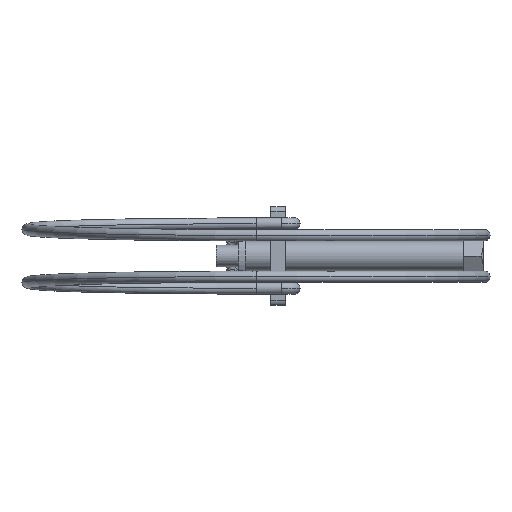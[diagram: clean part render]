
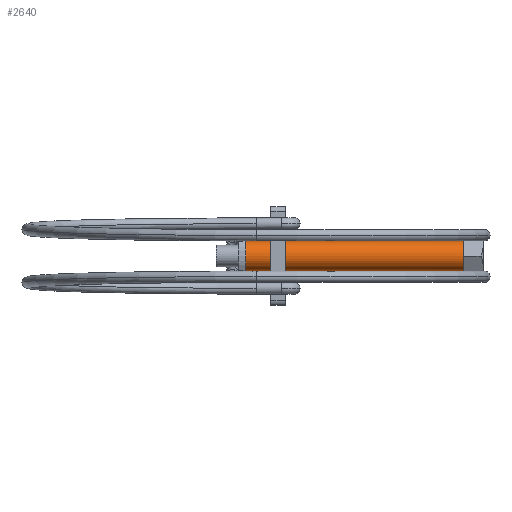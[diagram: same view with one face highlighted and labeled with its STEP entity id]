
A CAD part, front view. The second image highlights one B-rep face of the part: STEP entity #2640.
In plain terms, the highlighted cylindrical face has radius 3 mm (diameter 6 mm), a partial arc.
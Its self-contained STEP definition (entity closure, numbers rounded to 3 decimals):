
#121 = VERTEX_POINT ( 'NONE', #1659 ) ;
#151 = ORIENTED_EDGE ( 'NONE', *, *, #2327, .T. ) ;
#274 = ORIENTED_EDGE ( 'NONE', *, *, #2063, .T. ) ;
#339 = DIRECTION ( 'NONE',  ( 1., 0., 0. ) ) ;
#411 = CIRCLE ( 'NONE', #1422, 3. ) ;
#524 = EDGE_CURVE ( 'NONE', #2834, #121, #1170, .T. ) ;
#526 = FACE_OUTER_BOUND ( 'NONE', #680, .T. ) ;
#680 = EDGE_LOOP ( 'NONE', ( #3093, #274, #151, #2530 ) ) ;
#759 = CARTESIAN_POINT ( 'NONE',  ( -44., 0., 0. ) ) ;
#823 = CARTESIAN_POINT ( 'NONE',  ( -44., 0., 3. ) ) ;
#873 = VERTEX_POINT ( 'NONE', #1177 ) ;
#904 = AXIS2_PLACEMENT_3D ( 'NONE', #759, #1022, #2217 ) ;
#919 = VERTEX_POINT ( 'NONE', #2001 ) ;
#954 = LINE ( 'NONE', #1502, #1035 ) ;
#955 = CARTESIAN_POINT ( 'NONE',  ( 0., 0., 0. ) ) ;
#973 = DIRECTION ( 'NONE',  ( 1., 0., 0. ) ) ;
#1022 = DIRECTION ( 'NONE',  ( 1., 0., 0. ) ) ;
#1035 = VECTOR ( 'NONE', #2961, 1000. ) ;
#1104 = CYLINDRICAL_SURFACE ( 'NONE', #904, 3. ) ;
#1170 = CIRCLE ( 'NONE', #2792, 3. ) ;
#1177 = CARTESIAN_POINT ( 'NONE',  ( -44., 0., 3. ) ) ;
#1422 = AXIS2_PLACEMENT_3D ( 'NONE', #3133, #973, #2428 ) ;
#1502 = CARTESIAN_POINT ( 'NONE',  ( -44., 0., -3. ) ) ;
#1638 = DIRECTION ( 'NONE',  ( 1., 0., 0. ) ) ;
#1659 = CARTESIAN_POINT ( 'NONE',  ( 0., 0., -3. ) ) ;
#1742 = EDGE_CURVE ( 'NONE', #873, #2834, #2395, .T. ) ;
#1747 = VECTOR ( 'NONE', #339, 1000. ) ;
#1848 = CARTESIAN_POINT ( 'NONE',  ( 0., 0., 3. ) ) ;
#2001 = CARTESIAN_POINT ( 'NONE',  ( -44., 0., -3. ) ) ;
#2063 = EDGE_CURVE ( 'NONE', #873, #919, #411, .T. ) ;
#2217 = DIRECTION ( 'NONE',  ( 0., 0., -1. ) ) ;
#2327 = EDGE_CURVE ( 'NONE', #919, #121, #954, .T. ) ;
#2395 = LINE ( 'NONE', #823, #1747 ) ;
#2428 = DIRECTION ( 'NONE',  ( 0., 0., 1. ) ) ;
#2445 = DIRECTION ( 'NONE',  ( 0., 0., -1. ) ) ;
#2530 = ORIENTED_EDGE ( 'NONE', *, *, #524, .F. ) ;
#2640 = ADVANCED_FACE ( 'NONE', ( #526 ), #1104, .T. ) ;
#2792 = AXIS2_PLACEMENT_3D ( 'NONE', #955, #1638, #2445 ) ;
#2834 = VERTEX_POINT ( 'NONE', #1848 ) ;
#2961 = DIRECTION ( 'NONE',  ( 1., 0., 0. ) ) ;
#3093 = ORIENTED_EDGE ( 'NONE', *, *, #1742, .F. ) ;
#3133 = CARTESIAN_POINT ( 'NONE',  ( -44., 0., 0. ) ) ;
